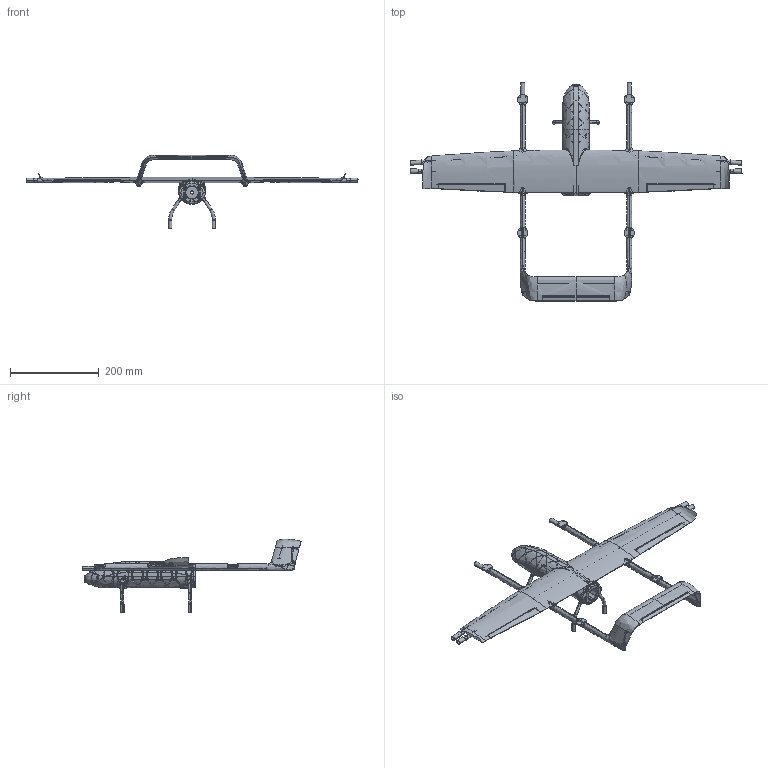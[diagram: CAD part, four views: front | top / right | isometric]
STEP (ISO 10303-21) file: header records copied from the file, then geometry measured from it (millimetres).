
FILE_DESCRIPTION (( 'STEP AP214' ), '1' );
FILE_NAME ('CFIP_Drone_Detailed_Design.STEP', '2025-03-14T12:12:31', ( '' ), ( '' ), 'SwSTEP 2.0', 'SolidWorks 2024', '' );
FILE_SCHEMA (( 'AUTOMOTIVE_DESIGN' ));
Length unit declared in the file: millimetre
Products named in the file (1): CFIP_Drone_Detailed_Design
Bounding box: 748.16 x 491.45 x 166.63 mm (x, y, z)
Volume: 665658.8 mm3; surface area: 398867.3 mm2
Topology: 13 solids, 14 shells, 1761 faces, 4892 edges, 3122 vertices
Faces by surface type: bspline 841, plane 552, cylinder 298, torus 56, sphere 14
Entity records: 234052 total; most frequent: CARTESIAN_POINT 197366, ORIENTED_EDGE 9672, EDGE_CURVE 4836, DIRECTION 4466, VERTEX_POINT 3114, B_SPLINE_CURVE_WITH_KNOTS 2826, EDGE_LOOP 1876, ADVANCED_FACE 1760
